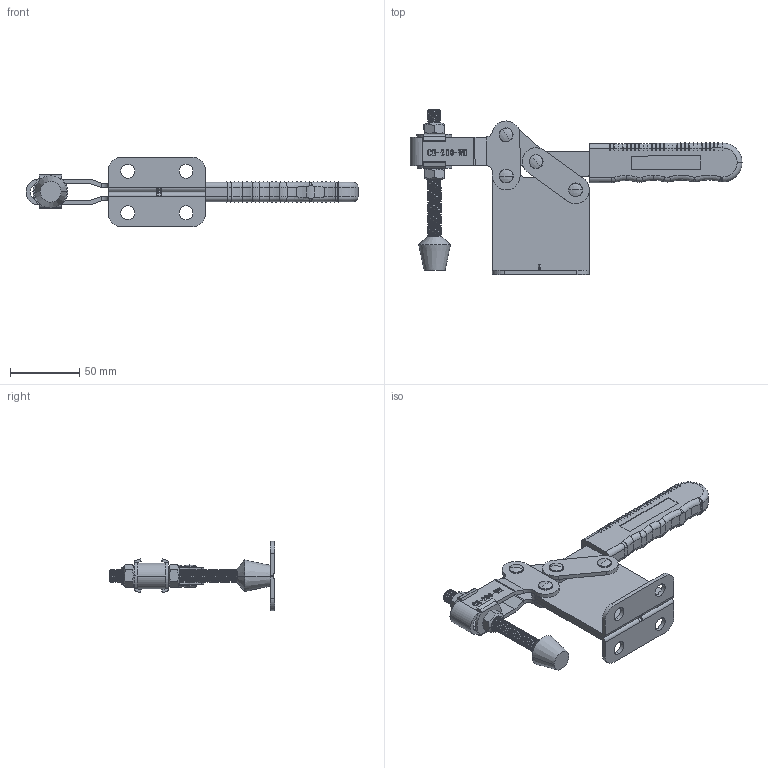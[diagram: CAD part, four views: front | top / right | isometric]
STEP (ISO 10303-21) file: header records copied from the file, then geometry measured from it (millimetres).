
FILE_DESCRIPTION (( 'STEP AP203' ), '1' );
FILE_NAME ('CH-200-WH.STEP', '2017-11-10T06:52:35', ( 'Windows' ), ( 'Microsoft' ), 'SwSTEP 2.0', 'SolidWorks 2015', '' );
FILE_SCHEMA (( 'CONFIG_CONTROL_DESIGN' ));
Length unit declared in the file: millimetre
Products named in the file (10): CH-200-WH; 200-W-03; 200-W-06; 200-W-04; 200-W-05; FW380; 38312-01; 38412; 200-WH-02; 200-WLH-01
Assembly tree (15 placements, depth 2):
  CH-200-WH
    200-WLH-01
    200-W-03
    200-W-06
    200-W-04  x2
    200-W-05  x4
    FW380  x2
    38312-01  x2
    38412
    200-WH-02
Bounding box: 239.41 x 119.06 x 50 mm (x, y, z)
Volume: 121185.7 mm3; surface area: 77087.8 mm2
Topology: 16 solids, 17 shells, 1247 faces, 3224 edges, 2041 vertices
Faces by surface type: cylinder 482, plane 399, bspline 185, torus 112, cone 55, sphere 14
Entity records: 49104 total; most frequent: CARTESIAN_POINT 22019, ORIENTED_EDGE 5834, DIRECTION 4835, EDGE_CURVE 2917, VERTEX_POINT 1853, AXIS2_PLACEMENT_3D 1674, VECTOR 1487, LINE 1487
